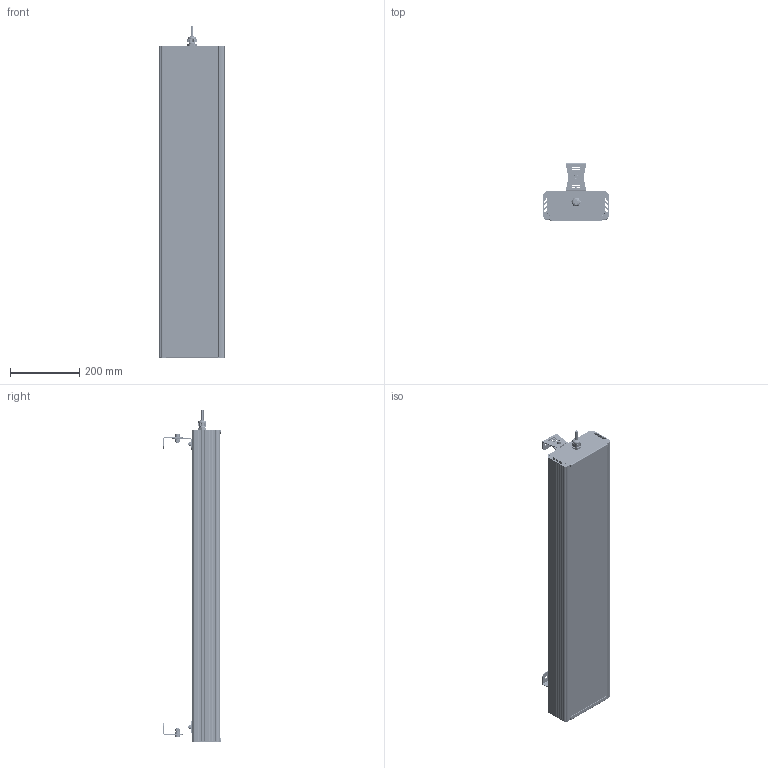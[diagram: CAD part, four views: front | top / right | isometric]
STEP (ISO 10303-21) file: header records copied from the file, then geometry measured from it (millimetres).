
FILE_DESCRIPTION(('STEP AP214'), '1');
FILE_NAME('001.0079.91.000 - ÃÑÏ-Ýêñòðà-Îïòèê-180', '2023-11-03T04:50:15', ('Ëóêîíèí'), ('ÎÊÁ Ñâîé Ñòèëü'), 'C3D Converter', 'C3D Toolkit', '');
FILE_SCHEMA(('AUTOMOTIVE_DESIGN { 1 0 10303 214 3 1 1}'));
Length unit declared in the file: millimetre
Products named in the file (33): 001.0079.91.000; 001.0065.01.000
Assembly tree (73 placements, depth 4):
  001.0079.91.000
    (unnamed)
      (unnamed)
      (unnamed)
      (unnamed)
      (unnamed)  x6
      (unnamed)  x6
      (unnamed)
      (unnamed)
      (unnamed)
      (unnamed)
        (unnamed)
      (unnamed)  x18
        (unnamed)
        (unnamed)
        (unnamed)
        (unnamed)
        (unnamed)
        (unnamed)
        (unnamed)
        (unnamed)
        (unnamed)
        (unnamed)
    001.0065.01.000  x2
      (unnamed)
      (unnamed)
      (unnamed)
      (unnamed)
      (unnamed)
      (unnamed)
      (unnamed)
      (unnamed)
      (unnamed)
Bounding box: 187.37 x 164.65 x 956.43 mm (x, y, z)
Volume: 2981874.4 mm3; surface area: 2215422.5 mm2
Topology: 634 solids, 634 shells, 8926 faces, 20537 edges, 13729 vertices
Faces by surface type: plane 6270, cylinder 2148, bspline 301, cone 178, sphere 18, torus 11
Full cylindrical faces by diameter (mm): 1 x18, 2 x36, 2.5 x72, 2.8 x450, 3.2 x18, 3.5 x108, 4 x12, 6 x4, 6.375 x2, 8 x16, 8.5 x8, 9 x234, 12 x3, 12.5 x1, 13.333 x2, 16 x5, 18.5 x3, 20 x1, 23.5 x1
Entity records: 104702 total; most frequent: CARTESIAN_POINT 48278, ORIENTED_EDGE 10296, DIRECTION 9510, EDGE_CURVE 5148, VERTEX_POINT 3534, AXIS2_PLACEMENT_3D 3201, LINE 3108, VECTOR 3108
